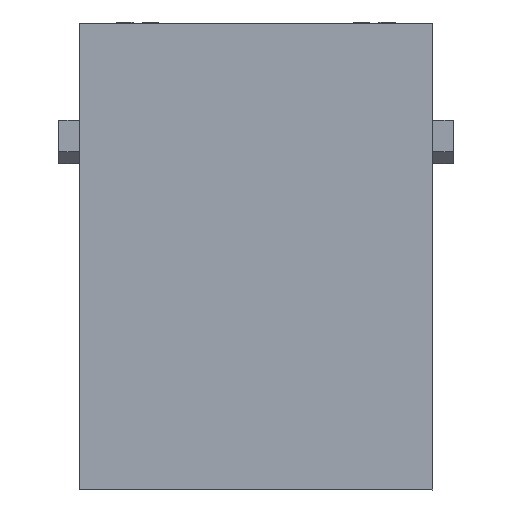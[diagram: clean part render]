
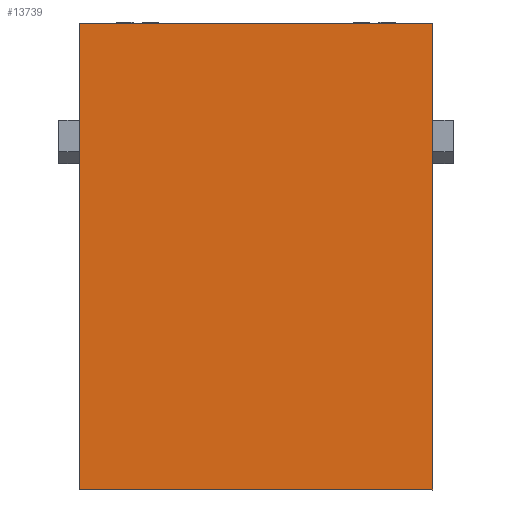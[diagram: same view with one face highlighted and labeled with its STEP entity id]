
A CAD part, left-side view. The second image highlights one B-rep face of the part: STEP entity #13739.
In plain terms, the highlighted planar face has unit normal (-1, 0, 0).
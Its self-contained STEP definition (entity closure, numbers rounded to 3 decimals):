
#13725=AXIS2_PLACEMENT_3D('Plane Axis2P3D',#13722,#13723,#13724) ;
#2199=CARTESIAN_POINT('Vertex',(0.,1.775,0.)) ;
#2202=CARTESIAN_POINT('Line Origine',(0.,16.925,0.)) ;
#2206=CARTESIAN_POINT('Vertex',(0.,32.075,0.)) ;
#3288=CARTESIAN_POINT('Vertex',(0.,32.075,39.05)) ;
#3291=CARTESIAN_POINT('Line Origine',(0.,32.075,39.55)) ;
#3295=CARTESIAN_POINT('Vertex',(0.,32.075,40.05)) ;
#13122=CARTESIAN_POINT('Line Origine',(0.,16.925,40.05)) ;
#13126=CARTESIAN_POINT('Vertex',(0.,1.775,40.05)) ;
#13689=CARTESIAN_POINT('Line Origine',(0.,32.075,19.525)) ;
#13722=CARTESIAN_POINT('Axis2P3D Location',(0.,31.275,39.05)) ;
#13727=CARTESIAN_POINT('Line Origine',(0.,1.775,20.025)) ;
#2203=DIRECTION('Vector Direction',(0.,1.,0.)) ;
#3292=DIRECTION('Vector Direction',(0.,0.,1.)) ;
#13123=DIRECTION('Vector Direction',(0.,1.,0.)) ;
#13690=DIRECTION('Vector Direction',(0.,0.,-1.)) ;
#13723=DIRECTION('Axis2P3D Direction',(-1.,0.,0.)) ;
#13724=DIRECTION('Axis2P3D XDirection',(0.,-1.,0.)) ;
#13728=DIRECTION('Vector Direction',(0.,0.,-1.)) ;
#2204=VECTOR('Line Direction',#2203,1.) ;
#3293=VECTOR('Line Direction',#3292,1.) ;
#13124=VECTOR('Line Direction',#13123,1.) ;
#13691=VECTOR('Line Direction',#13690,1.) ;
#13729=VECTOR('Line Direction',#13728,1.) ;
#13733=ORIENTED_EDGE('',*,*,#3297,.F.) ;
#13734=ORIENTED_EDGE('',*,*,#13693,.T.) ;
#13735=ORIENTED_EDGE('',*,*,#2208,.F.) ;
#13736=ORIENTED_EDGE('',*,*,#13731,.F.) ;
#13737=ORIENTED_EDGE('',*,*,#13128,.T.) ;
#13739=ADVANCED_FACE('Hauptk\X2\00F6\X0\rper',(#13738),#13726,.T.) ;
#2208=EDGE_CURVE('',#2200,#2207,#2205,.T.) ;
#3297=EDGE_CURVE('',#3289,#3296,#3294,.T.) ;
#13128=EDGE_CURVE('',#13127,#3296,#13125,.T.) ;
#13693=EDGE_CURVE('',#3289,#2207,#13692,.T.) ;
#13731=EDGE_CURVE('',#13127,#2200,#13730,.T.) ;
#13732=EDGE_LOOP('',(#13733,#13734,#13735,#13736,#13737)) ;
#13738=FACE_OUTER_BOUND('',#13732,.T.) ;
#2205=LINE('Line',#2202,#2204) ;
#3294=LINE('Line',#3291,#3293) ;
#13125=LINE('Line',#13122,#13124) ;
#13692=LINE('Line',#13689,#13691) ;
#13730=LINE('Line',#13727,#13729) ;
#13726=PLANE('',#13725) ;
#2200=VERTEX_POINT('',#2199) ;
#2207=VERTEX_POINT('',#2206) ;
#3289=VERTEX_POINT('',#3288) ;
#3296=VERTEX_POINT('',#3295) ;
#13127=VERTEX_POINT('',#13126) ;
